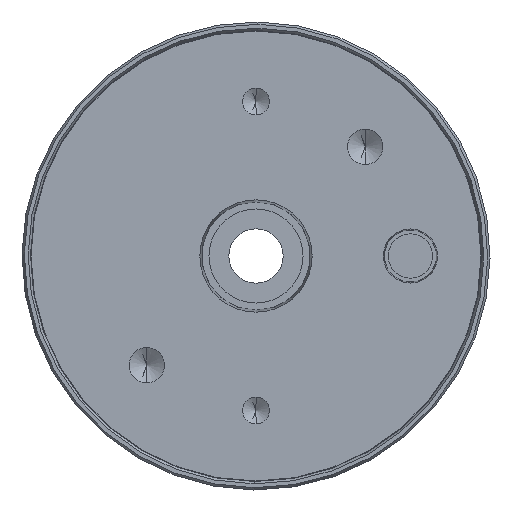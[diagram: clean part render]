
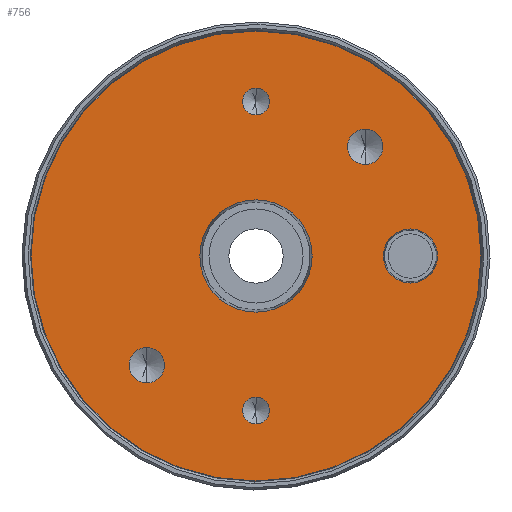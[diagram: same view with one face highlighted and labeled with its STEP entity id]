
A CAD part, front view. The second image highlights one B-rep face of the part: STEP entity #756.
In plain terms, the highlighted planar face has unit normal (0, -1, 0).
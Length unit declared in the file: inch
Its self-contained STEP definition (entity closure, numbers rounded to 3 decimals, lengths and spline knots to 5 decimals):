
#15 = DIRECTION ( 'NONE',  ( 0., -1., 0. ) ) ;
#22 = CARTESIAN_POINT ( 'NONE',  ( 0., 0., 0. ) ) ;
#26 = VERTEX_POINT ( 'NONE', #137 ) ;
#63 = ORIENTED_EDGE ( 'NONE', *, *, #770, .F. ) ;
#77 = VERTEX_POINT ( 'NONE', #1831 ) ;
#107 = DIRECTION ( 'NONE',  ( 0., 0., -1. ) ) ;
#137 = CARTESIAN_POINT ( 'NONE',  ( 0., 0., 1.6825 ) ) ;
#179 = CARTESIAN_POINT ( 'NONE',  ( 0., 0., 1.155 ) ) ;
#189 = DIRECTION ( 'NONE',  ( 0., -1., 0. ) ) ;
#192 = AXIS2_PLACEMENT_3D ( 'NONE', #1445, #2253, #811 ) ;
#194 = VERTEX_POINT ( 'NONE', #1062 ) ;
#199 = CARTESIAN_POINT ( 'NONE',  ( 1.155, 0., 0.2025 ) ) ;
#223 = EDGE_CURVE ( 'NONE', #1996, #2128, #1988, .T. ) ;
#231 = EDGE_CURVE ( 'NONE', #2128, #1996, #934, .T. ) ;
#239 = CARTESIAN_POINT ( 'NONE',  ( -0.81671, 0., -0.81671 ) ) ;
#244 = CARTESIAN_POINT ( 'NONE',  ( 0., 0., 1.0545 ) ) ;
#307 = ORIENTED_EDGE ( 'NONE', *, *, #1461, .T. ) ;
#359 = EDGE_CURVE ( 'NONE', #1930, #376, #1903, .T. ) ;
#376 = VERTEX_POINT ( 'NONE', #244 ) ;
#425 = EDGE_LOOP ( 'NONE', ( #2104, #686 ) ) ;
#428 = AXIS2_PLACEMENT_3D ( 'NONE', #2241, #2047, #2229 ) ;
#436 = FACE_BOUND ( 'NONE', #2024, .T. ) ;
#527 = DIRECTION ( 'NONE',  ( 0., -1., 0. ) ) ;
#541 = CARTESIAN_POINT ( 'NONE',  ( 0., 0., 0. ) ) ;
#558 = DIRECTION ( 'NONE',  ( 0., -1., 0. ) ) ;
#607 = DIRECTION ( 'NONE',  ( 0., -1., 0. ) ) ;
#608 = DIRECTION ( 'NONE',  ( 0., -1., 0. ) ) ;
#613 = AXIS2_PLACEMENT_3D ( 'NONE', #2485, #2270, #888 ) ;
#650 = AXIS2_PLACEMENT_3D ( 'NONE', #1567, #800, #2565 ) ;
#664 = EDGE_LOOP ( 'NONE', ( #1966, #855 ) ) ;
#678 = DIRECTION ( 'NONE',  ( 0., 0., -1. ) ) ;
#686 = ORIENTED_EDGE ( 'NONE', *, *, #830, .F. ) ;
#738 = AXIS2_PLACEMENT_3D ( 'NONE', #2219, #608, #1006 ) ;
#756 = ADVANCED_FACE ( 'NONE', ( #436, #2213, #2463, #1024, #1001, #824, #1453 ), #837, .F. ) ;
#760 = CARTESIAN_POINT ( 'NONE',  ( 1.155, 0., 0. ) ) ;
#770 = EDGE_CURVE ( 'NONE', #1741, #2061, #1579, .T. ) ;
#800 = DIRECTION ( 'NONE',  ( 0., -1., 0. ) ) ;
#811 = DIRECTION ( 'NONE',  ( 0., 0., -1. ) ) ;
#812 = DIRECTION ( 'NONE',  ( 0., 0., -1. ) ) ;
#816 = CIRCLE ( 'NONE', #738, 1.6825 ) ;
#824 = FACE_BOUND ( 'NONE', #933, .T. ) ;
#830 = EDGE_CURVE ( 'NONE', #77, #2518, #2053, .T. ) ;
#837 = PLANE ( 'NONE',  #1247 ) ;
#855 = ORIENTED_EDGE ( 'NONE', *, *, #223, .F. ) ;
#877 = AXIS2_PLACEMENT_3D ( 'NONE', #239, #1037, #107 ) ;
#888 = DIRECTION ( 'NONE',  ( 0., 0., -1. ) ) ;
#922 = CARTESIAN_POINT ( 'NONE',  ( -0.81671, 0., -0.68389 ) ) ;
#933 = EDGE_LOOP ( 'NONE', ( #1374, #1569 ) ) ;
#934 = CIRCLE ( 'NONE', #613, 0.2025 ) ;
#935 = CIRCLE ( 'NONE', #1471, 0.42 ) ;
#949 = CIRCLE ( 'NONE', #1327, 0.1005 ) ;
#1001 = FACE_BOUND ( 'NONE', #664, .T. ) ;
#1003 = EDGE_LOOP ( 'NONE', ( #1436, #2072 ) ) ;
#1006 = DIRECTION ( 'NONE',  ( 0., 0., -1. ) ) ;
#1024 = FACE_BOUND ( 'NONE', #425, .T. ) ;
#1030 = EDGE_CURVE ( 'NONE', #2471, #1432, #1989, .T. ) ;
#1037 = DIRECTION ( 'NONE',  ( 0., -1., 0. ) ) ;
#1062 = CARTESIAN_POINT ( 'NONE',  ( 0., 0., -1.6825 ) ) ;
#1063 = EDGE_CURVE ( 'NONE', #1432, #2471, #2581, .T. ) ;
#1148 = CARTESIAN_POINT ( 'NONE',  ( 0., 0., 0.42 ) ) ;
#1184 = EDGE_CURVE ( 'NONE', #2061, #1741, #2197, .T. ) ;
#1195 = AXIS2_PLACEMENT_3D ( 'NONE', #179, #15, #812 ) ;
#1203 = CIRCLE ( 'NONE', #2588, 0.42 ) ;
#1226 = DIRECTION ( 'NONE',  ( 0., 0., -1. ) ) ;
#1239 = DIRECTION ( 'NONE',  ( 0., 1., 0. ) ) ;
#1247 = AXIS2_PLACEMENT_3D ( 'NONE', #2015, #1239, #2042 ) ;
#1264 = EDGE_CURVE ( 'NONE', #194, #26, #816, .T. ) ;
#1321 = CARTESIAN_POINT ( 'NONE',  ( -0.81671, 0., -0.94952 ) ) ;
#1327 = AXIS2_PLACEMENT_3D ( 'NONE', #2210, #558, #1535 ) ;
#1344 = EDGE_CURVE ( 'NONE', #376, #1930, #2199, .T. ) ;
#1371 = AXIS2_PLACEMENT_3D ( 'NONE', #1925, #2271, #1709 ) ;
#1374 = ORIENTED_EDGE ( 'NONE', *, *, #1581, .F. ) ;
#1385 = ORIENTED_EDGE ( 'NONE', *, *, #1063, .F. ) ;
#1399 = CARTESIAN_POINT ( 'NONE',  ( 1.155, 0., -0.2025 ) ) ;
#1432 = VERTEX_POINT ( 'NONE', #2280 ) ;
#1436 = ORIENTED_EDGE ( 'NONE', *, *, #1344, .F. ) ;
#1445 = CARTESIAN_POINT ( 'NONE',  ( -0.81671, 0., -0.81671 ) ) ;
#1453 = FACE_OUTER_BOUND ( 'NONE', #2533, .T. ) ;
#1461 = EDGE_CURVE ( 'NONE', #26, #194, #2121, .T. ) ;
#1471 = AXIS2_PLACEMENT_3D ( 'NONE', #1995, #189, #1794 ) ;
#1519 = AXIS2_PLACEMENT_3D ( 'NONE', #760, #2474, #678 ) ;
#1535 = DIRECTION ( 'NONE',  ( 0., 0., -1. ) ) ;
#1556 = DIRECTION ( 'NONE',  ( 0., 0., -1. ) ) ;
#1567 = CARTESIAN_POINT ( 'NONE',  ( 0.81671, 0., 0.81671 ) ) ;
#1569 = ORIENTED_EDGE ( 'NONE', *, *, #1984, .F. ) ;
#1579 = CIRCLE ( 'NONE', #877, 0.13281 ) ;
#1581 = EDGE_CURVE ( 'NONE', #1631, #1850, #935, .T. ) ;
#1631 = VERTEX_POINT ( 'NONE', #2060 ) ;
#1709 = DIRECTION ( 'NONE',  ( 0., 0., -1. ) ) ;
#1741 = VERTEX_POINT ( 'NONE', #1321 ) ;
#1794 = DIRECTION ( 'NONE',  ( 0., 0., -1. ) ) ;
#1831 = CARTESIAN_POINT ( 'NONE',  ( 0., 0., -1.0545 ) ) ;
#1842 = DIRECTION ( 'NONE',  ( 0., -1., 0. ) ) ;
#1850 = VERTEX_POINT ( 'NONE', #1148 ) ;
#1903 = CIRCLE ( 'NONE', #428, 0.1005 ) ;
#1925 = CARTESIAN_POINT ( 'NONE',  ( 0., 0., -1.155 ) ) ;
#1930 = VERTEX_POINT ( 'NONE', #2258 ) ;
#1950 = AXIS2_PLACEMENT_3D ( 'NONE', #541, #527, #2091 ) ;
#1966 = ORIENTED_EDGE ( 'NONE', *, *, #231, .F. ) ;
#1984 = EDGE_CURVE ( 'NONE', #1850, #1631, #1203, .T. ) ;
#1988 = CIRCLE ( 'NONE', #1519, 0.2025 ) ;
#1989 = CIRCLE ( 'NONE', #2538, 0.13281 ) ;
#1995 = CARTESIAN_POINT ( 'NONE',  ( 0., 0., 0. ) ) ;
#1996 = VERTEX_POINT ( 'NONE', #199 ) ;
#1998 = CARTESIAN_POINT ( 'NONE',  ( 0.81671, 0., 0.81671 ) ) ;
#2015 = CARTESIAN_POINT ( 'NONE',  ( 0., 0., 0. ) ) ;
#2024 = EDGE_LOOP ( 'NONE', ( #2239, #1385 ) ) ;
#2042 = DIRECTION ( 'NONE',  ( 0., 0., 1. ) ) ;
#2047 = DIRECTION ( 'NONE',  ( 0., -1., 0. ) ) ;
#2053 = CIRCLE ( 'NONE', #1371, 0.1005 ) ;
#2060 = CARTESIAN_POINT ( 'NONE',  ( 0., 0., -0.42 ) ) ;
#2061 = VERTEX_POINT ( 'NONE', #922 ) ;
#2072 = ORIENTED_EDGE ( 'NONE', *, *, #359, .F. ) ;
#2091 = DIRECTION ( 'NONE',  ( 0., 0., -1. ) ) ;
#2104 = ORIENTED_EDGE ( 'NONE', *, *, #2134, .F. ) ;
#2115 = EDGE_LOOP ( 'NONE', ( #63, #2281 ) ) ;
#2121 = CIRCLE ( 'NONE', #1950, 1.6825 ) ;
#2128 = VERTEX_POINT ( 'NONE', #1399 ) ;
#2134 = EDGE_CURVE ( 'NONE', #2518, #77, #949, .T. ) ;
#2162 = CARTESIAN_POINT ( 'NONE',  ( 0.81671, 0., 0.68389 ) ) ;
#2197 = CIRCLE ( 'NONE', #192, 0.13281 ) ;
#2199 = CIRCLE ( 'NONE', #1195, 0.1005 ) ;
#2210 = CARTESIAN_POINT ( 'NONE',  ( 0., 0., -1.155 ) ) ;
#2213 = FACE_BOUND ( 'NONE', #2115, .T. ) ;
#2219 = CARTESIAN_POINT ( 'NONE',  ( 0., 0., 0. ) ) ;
#2229 = DIRECTION ( 'NONE',  ( 0., 0., -1. ) ) ;
#2239 = ORIENTED_EDGE ( 'NONE', *, *, #1030, .F. ) ;
#2241 = CARTESIAN_POINT ( 'NONE',  ( 0., 0., 1.155 ) ) ;
#2253 = DIRECTION ( 'NONE',  ( 0., -1., 0. ) ) ;
#2258 = CARTESIAN_POINT ( 'NONE',  ( 0., 0., 1.2555 ) ) ;
#2270 = DIRECTION ( 'NONE',  ( 0., -1., 0. ) ) ;
#2271 = DIRECTION ( 'NONE',  ( 0., -1., 0. ) ) ;
#2280 = CARTESIAN_POINT ( 'NONE',  ( 0.81671, 0., 0.94952 ) ) ;
#2281 = ORIENTED_EDGE ( 'NONE', *, *, #1184, .F. ) ;
#2302 = ORIENTED_EDGE ( 'NONE', *, *, #1264, .T. ) ;
#2463 = FACE_BOUND ( 'NONE', #1003, .T. ) ;
#2471 = VERTEX_POINT ( 'NONE', #2162 ) ;
#2474 = DIRECTION ( 'NONE',  ( 0., -1., 0. ) ) ;
#2485 = CARTESIAN_POINT ( 'NONE',  ( 1.155, 0., 0. ) ) ;
#2518 = VERTEX_POINT ( 'NONE', #2559 ) ;
#2533 = EDGE_LOOP ( 'NONE', ( #2302, #307 ) ) ;
#2538 = AXIS2_PLACEMENT_3D ( 'NONE', #1998, #607, #1556 ) ;
#2559 = CARTESIAN_POINT ( 'NONE',  ( 0., 0., -1.2555 ) ) ;
#2565 = DIRECTION ( 'NONE',  ( 0., 0., -1. ) ) ;
#2581 = CIRCLE ( 'NONE', #650, 0.13281 ) ;
#2588 = AXIS2_PLACEMENT_3D ( 'NONE', #22, #1842, #1226 ) ;
